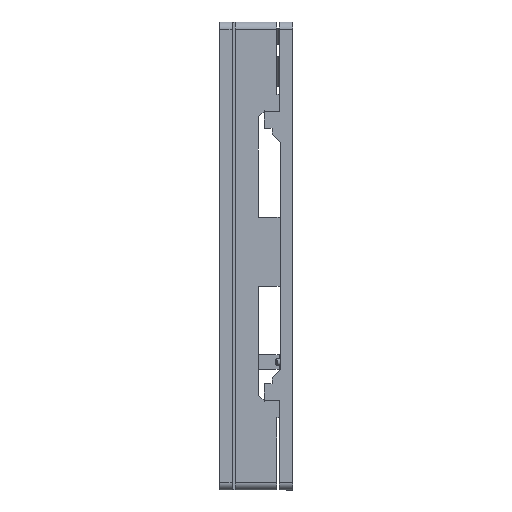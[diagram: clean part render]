
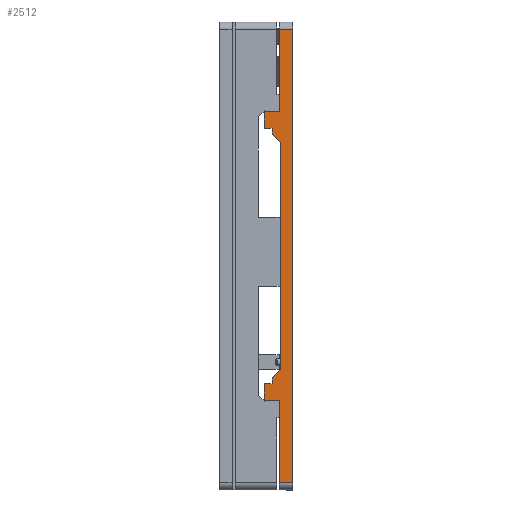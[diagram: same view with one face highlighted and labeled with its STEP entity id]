
A CAD part, left-side view. The second image highlights one B-rep face of the part: STEP entity #2512.
In plain terms, the highlighted planar face has unit normal (-1, 0, 0).
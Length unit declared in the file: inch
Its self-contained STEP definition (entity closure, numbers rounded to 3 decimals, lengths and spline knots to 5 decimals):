
#289 = VERTEX_POINT ( 'NONE', #6168 ) ;
#298 = ORIENTED_EDGE ( 'NONE', *, *, #9900, .T. ) ;
#338 = CARTESIAN_POINT ( 'NONE',  ( -13.9375, 0.813, -13.5005 ) ) ;
#568 = LINE ( 'NONE', #6904, #14097 ) ;
#623 = CARTESIAN_POINT ( 'NONE',  ( -13.9375, 0., 13.9375 ) ) ;
#680 = ORIENTED_EDGE ( 'NONE', *, *, #18086, .T. ) ;
#746 = DIRECTION ( 'NONE',  ( 0., 0., -1. ) ) ;
#786 = CARTESIAN_POINT ( 'NONE',  ( -13.9375, 1.71, -7.6 ) ) ;
#898 = ORIENTED_EDGE ( 'NONE', *, *, #18526, .F. ) ;
#1320 = ORIENTED_EDGE ( 'NONE', *, *, #10198, .T. ) ;
#1616 = VERTEX_POINT ( 'NONE', #5265 ) ;
#1668 = CARTESIAN_POINT ( 'NONE',  ( -13.9375, 1.25, 13.5005 ) ) ;
#1795 = DIRECTION ( 'NONE',  ( 0., 0., -1. ) ) ;
#2088 = ORIENTED_EDGE ( 'NONE', *, *, #11911, .T. ) ;
#2184 = LINE ( 'NONE', #8522, #7845 ) ;
#2299 = PLANE ( 'NONE',  #10364 ) ;
#2367 = VERTEX_POINT ( 'NONE', #17604 ) ;
#2512 = ADVANCED_FACE ( 'NONE', ( #16470 ), #2299, .F. ) ;
#2524 = VECTOR ( 'NONE', #4329, 39.37008 ) ;
#2531 = DIRECTION ( 'NONE',  ( 0., 0., 1. ) ) ;
#2659 = CARTESIAN_POINT ( 'NONE',  ( -13.9375, 1.71, 7.6 ) ) ;
#2696 = DIRECTION ( 'NONE',  ( 0., 0.707, 0.707 ) ) ;
#2915 = CARTESIAN_POINT ( 'NONE',  ( -13.9375, 0.813, -8.6 ) ) ;
#3398 = VECTOR ( 'NONE', #2531, 39.37008 ) ;
#3439 = VECTOR ( 'NONE', #6008, 39.37008 ) ;
#3646 = DIRECTION ( 'NONE',  ( 0., 0., 1. ) ) ;
#3649 = ORIENTED_EDGE ( 'NONE', *, *, #19909, .T. ) ;
#3903 = VERTEX_POINT ( 'NONE', #18859 ) ;
#4013 = VECTOR ( 'NONE', #18502, 39.37008 ) ;
#4160 = CARTESIAN_POINT ( 'NONE',  ( -13.9375, 1.25, -7.25 ) ) ;
#4329 = DIRECTION ( 'NONE',  ( 0., 0., -1. ) ) ;
#4417 = CARTESIAN_POINT ( 'NONE',  ( -13.9375, 0.813, 13.9375 ) ) ;
#4533 = VECTOR ( 'NONE', #8003, 39.37008 ) ;
#5082 = CARTESIAN_POINT ( 'NONE',  ( -13.9375, 1.71, 8.6 ) ) ;
#5265 = CARTESIAN_POINT ( 'NONE',  ( -13.9375, 0.813, 13.5005 ) ) ;
#5407 = CARTESIAN_POINT ( 'NONE',  ( -13.9375, 1.25, 7.25 ) ) ;
#5911 = LINE ( 'NONE', #12219, #4013 ) ;
#5932 = DIRECTION ( 'NONE',  ( 0., -1., 0. ) ) ;
#6008 = DIRECTION ( 'NONE',  ( 0., -0.707, 0.707 ) ) ;
#6044 = CARTESIAN_POINT ( 'NONE',  ( -13.9375, 0.813, 8.6 ) ) ;
#6146 = ORIENTED_EDGE ( 'NONE', *, *, #10102, .T. ) ;
#6168 = CARTESIAN_POINT ( 'NONE',  ( -13.9375, 0., -13.5005 ) ) ;
#6173 = VECTOR ( 'NONE', #7122, 39.37008 ) ;
#6192 = ORIENTED_EDGE ( 'NONE', *, *, #20246, .T. ) ;
#6374 = EDGE_CURVE ( 'NONE', #17471, #8894, #11525, .T. ) ;
#6714 = ORIENTED_EDGE ( 'NONE', *, *, #17593, .F. ) ;
#6815 = VECTOR ( 'NONE', #3646, 39.37008 ) ;
#6904 = CARTESIAN_POINT ( 'NONE',  ( -13.9375, 1.71, -8.6 ) ) ;
#6957 = DIRECTION ( 'NONE',  ( 0., 0., 1. ) ) ;
#7032 = VECTOR ( 'NONE', #8983, 39.37008 ) ;
#7122 = DIRECTION ( 'NONE',  ( 0., 1., 0. ) ) ;
#7567 = EDGE_CURVE ( 'NONE', #17477, #14603, #2184, .T. ) ;
#7670 = VERTEX_POINT ( 'NONE', #4160 ) ;
#7845 = VECTOR ( 'NONE', #14813, 39.37008 ) ;
#7959 = ORIENTED_EDGE ( 'NONE', *, *, #7567, .F. ) ;
#8003 = DIRECTION ( 'NONE',  ( 0., 1., 0. ) ) ;
#8437 = EDGE_CURVE ( 'NONE', #13249, #2367, #14964, .T. ) ;
#8522 = CARTESIAN_POINT ( 'NONE',  ( -13.9375, 1.25, 13.9375 ) ) ;
#8630 = CARTESIAN_POINT ( 'NONE',  ( -13.9375, 1.25, 13.9375 ) ) ;
#8743 = ORIENTED_EDGE ( 'NONE', *, *, #16477, .F. ) ;
#8894 = VERTEX_POINT ( 'NONE', #2915 ) ;
#8983 = DIRECTION ( 'NONE',  ( 0., -1., 0. ) ) ;
#9598 = ORIENTED_EDGE ( 'NONE', *, *, #13752, .F. ) ;
#9672 = LINE ( 'NONE', #15972, #13746 ) ;
#9729 = VERTEX_POINT ( 'NONE', #17716 ) ;
#9765 = VERTEX_POINT ( 'NONE', #13084 ) ;
#9900 = EDGE_CURVE ( 'NONE', #17471, #289, #13803, .T. ) ;
#10006 = CARTESIAN_POINT ( 'NONE',  ( -13.9375, 1.25, -7.6 ) ) ;
#10102 = EDGE_CURVE ( 'NONE', #11201, #12144, #19228, .T. ) ;
#10198 = EDGE_CURVE ( 'NONE', #289, #12260, #14809, .T. ) ;
#10364 = AXIS2_PLACEMENT_3D ( 'NONE', #8630, #14926, #746 ) ;
#10408 = LINE ( 'NONE', #16691, #3398 ) ;
#10582 = LINE ( 'NONE', #16862, #18678 ) ;
#10697 = CARTESIAN_POINT ( 'NONE',  ( -13.9375, 1.71, 8.6 ) ) ;
#10740 = DIRECTION ( 'NONE',  ( 0., 0., 1. ) ) ;
#11091 = EDGE_CURVE ( 'NONE', #3903, #18135, #10408, .T. ) ;
#11184 = VECTOR ( 'NONE', #6957, 39.37008 ) ;
#11201 = VERTEX_POINT ( 'NONE', #6044 ) ;
#11399 = DIRECTION ( 'NONE',  ( 0., 1., 0. ) ) ;
#11525 = LINE ( 'NONE', #17811, #6815 ) ;
#11911 = EDGE_CURVE ( 'NONE', #9765, #14603, #16825, .T. ) ;
#12144 = VERTEX_POINT ( 'NONE', #10697 ) ;
#12206 = LINE ( 'NONE', #18489, #2524 ) ;
#12219 = CARTESIAN_POINT ( 'NONE',  ( -13.9375, 1.25, 13.9375 ) ) ;
#12260 = VERTEX_POINT ( 'NONE', #17381 ) ;
#13084 = CARTESIAN_POINT ( 'NONE',  ( -13.9375, 1.71, 7.6 ) ) ;
#13201 = DIRECTION ( 'NONE',  ( 0., -1., 0. ) ) ;
#13249 = VERTEX_POINT ( 'NONE', #10006 ) ;
#13746 = VECTOR ( 'NONE', #1795, 39.37008 ) ;
#13752 = EDGE_CURVE ( 'NONE', #13249, #7670, #5911, .T. ) ;
#13762 = EDGE_LOOP ( 'NONE', ( #9598, #15859, #17922, #3649, #15363, #298, #1320, #6192, #898, #6146, #680, #2088, #7959, #6714, #19270, #8743 ) ) ;
#13803 = LINE ( 'NONE', #20085, #14465 ) ;
#13877 = LINE ( 'NONE', #20153, #3439 ) ;
#14097 = VECTOR ( 'NONE', #13201, 39.37008 ) ;
#14465 = VECTOR ( 'NONE', #5932, 39.37008 ) ;
#14603 = VERTEX_POINT ( 'NONE', #19265 ) ;
#14809 = LINE ( 'NONE', #623, #11184 ) ;
#14813 = DIRECTION ( 'NONE',  ( 0., 0., 1. ) ) ;
#14926 = DIRECTION ( 'NONE',  ( 1., 0., 0. ) ) ;
#14964 = LINE ( 'NONE', #786, #6173 ) ;
#15363 = ORIENTED_EDGE ( 'NONE', *, *, #6374, .F. ) ;
#15845 = LINE ( 'NONE', #1668, #4533 ) ;
#15859 = ORIENTED_EDGE ( 'NONE', *, *, #8437, .T. ) ;
#15972 = CARTESIAN_POINT ( 'NONE',  ( -13.9375, 1.71, -8.6 ) ) ;
#16470 = FACE_OUTER_BOUND ( 'NONE', #13762, .T. ) ;
#16477 = EDGE_CURVE ( 'NONE', #7670, #3903, #13877, .T. ) ;
#16691 = CARTESIAN_POINT ( 'NONE',  ( -13.9375, 0.765, 6.765 ) ) ;
#16825 = LINE ( 'NONE', #2659, #7032 ) ;
#16862 = CARTESIAN_POINT ( 'NONE',  ( -13.9375, 1.25, 7.25 ) ) ;
#17011 = VECTOR ( 'NONE', #10740, 39.37008 ) ;
#17047 = CARTESIAN_POINT ( 'NONE',  ( -13.9375, 0.765, 6.765 ) ) ;
#17381 = CARTESIAN_POINT ( 'NONE',  ( -13.9375, 0., 13.5005 ) ) ;
#17427 = EDGE_CURVE ( 'NONE', #2367, #9729, #9672, .T. ) ;
#17471 = VERTEX_POINT ( 'NONE', #338 ) ;
#17477 = VERTEX_POINT ( 'NONE', #5407 ) ;
#17593 = EDGE_CURVE ( 'NONE', #18135, #17477, #10582, .T. ) ;
#17604 = CARTESIAN_POINT ( 'NONE',  ( -13.9375, 1.71, -7.6 ) ) ;
#17716 = CARTESIAN_POINT ( 'NONE',  ( -13.9375, 1.71, -8.6 ) ) ;
#17811 = CARTESIAN_POINT ( 'NONE',  ( -13.9375, 0.813, -13.9375 ) ) ;
#17922 = ORIENTED_EDGE ( 'NONE', *, *, #17427, .T. ) ;
#18086 = EDGE_CURVE ( 'NONE', #12144, #9765, #12206, .T. ) ;
#18135 = VERTEX_POINT ( 'NONE', #17047 ) ;
#18439 = VECTOR ( 'NONE', #11399, 39.37008 ) ;
#18489 = CARTESIAN_POINT ( 'NONE',  ( -13.9375, 1.71, 8.6 ) ) ;
#18502 = DIRECTION ( 'NONE',  ( 0., 0., 1. ) ) ;
#18526 = EDGE_CURVE ( 'NONE', #11201, #1616, #18568, .T. ) ;
#18568 = LINE ( 'NONE', #4417, #17011 ) ;
#18678 = VECTOR ( 'NONE', #2696, 39.37008 ) ;
#18859 = CARTESIAN_POINT ( 'NONE',  ( -13.9375, 0.765, -6.765 ) ) ;
#19228 = LINE ( 'NONE', #5082, #18439 ) ;
#19265 = CARTESIAN_POINT ( 'NONE',  ( -13.9375, 1.25, 7.6 ) ) ;
#19270 = ORIENTED_EDGE ( 'NONE', *, *, #11091, .F. ) ;
#19909 = EDGE_CURVE ( 'NONE', #9729, #8894, #568, .T. ) ;
#20085 = CARTESIAN_POINT ( 'NONE',  ( -13.9375, 1.25, -13.5005 ) ) ;
#20153 = CARTESIAN_POINT ( 'NONE',  ( -13.9375, 1.25, -7.25 ) ) ;
#20246 = EDGE_CURVE ( 'NONE', #12260, #1616, #15845, .T. ) ;
